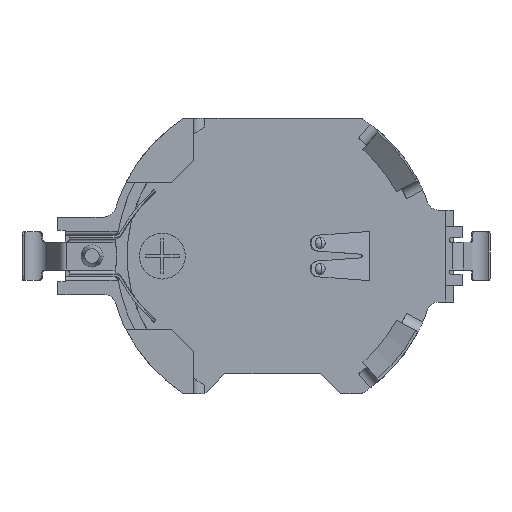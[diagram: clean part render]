
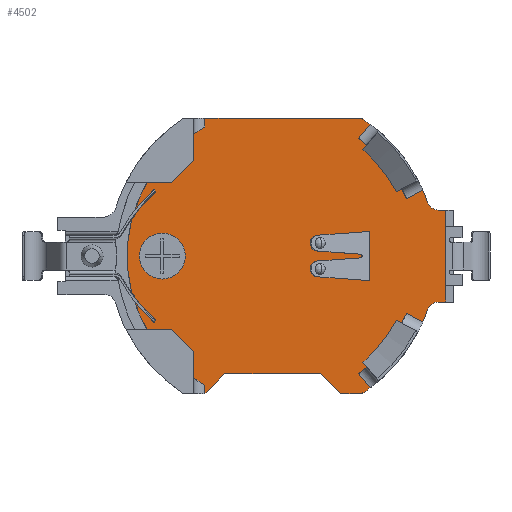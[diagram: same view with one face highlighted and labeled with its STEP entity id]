
A CAD part, top view. The second image highlights one B-rep face of the part: STEP entity #4502.
In plain terms, the highlighted planar face has unit normal (0, 0, 1).
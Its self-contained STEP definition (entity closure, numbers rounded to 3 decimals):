
#306=CARTESIAN_POINT('',(-7.62,0.,1.397));
#307=DIRECTION('',(0.,0.,1.));
#308=DIRECTION('',(1.,0.,0.));
#309=AXIS2_PLACEMENT_3D('',#306,#307,#308);
#311=CARTESIAN_POINT('',(-7.62,0.,1.397));
#312=DIRECTION('',(0.,0.,1.));
#313=DIRECTION('',(-1.,0.,0.));
#314=AXIS2_PLACEMENT_3D('',#311,#312,#313);
#316=DIRECTION('',(0.647,-0.762,0.));
#317=VECTOR('',#316,1.273);
#318=CARTESIAN_POINT('',(5.91,-8.139,1.397));
#319=LINE('',#318,#317);
#320=CARTESIAN_POINT('',(0.,0.,1.397));
#321=DIRECTION('',(0.,0.,1.));
#322=DIRECTION('',(0.541,-0.841,0.));
#323=AXIS2_PLACEMENT_3D('',#320,#321,#322);
#325=DIRECTION('',(1.,0.,0.));
#326=VECTOR('',#325,1.433);
#327=CARTESIAN_POINT('',(4.699,-9.525,1.397));
#328=LINE('',#327,#326);
#329=DIRECTION('',(0.707,-0.707,0.));
#330=VECTOR('',#329,1.976);
#331=CARTESIAN_POINT('',(3.302,-8.128,1.397));
#332=LINE('',#331,#330);
#333=DIRECTION('',(1.,0.,0.));
#334=VECTOR('',#333,6.604);
#335=CARTESIAN_POINT('',(-3.302,-8.128,1.397));
#336=LINE('',#335,#334);
#337=DIRECTION('',(0.707,0.707,0.));
#338=VECTOR('',#337,1.94);
#339=CARTESIAN_POINT('',(-4.674,-9.5,1.397));
#340=LINE('',#339,#338);
#341=DIRECTION('',(0.,1.,0.));
#342=VECTOR('',#341,0.593);
#343=CARTESIAN_POINT('',(-4.674,-9.5,1.397));
#344=LINE('',#343,#342);
#345=DIRECTION('',(0.,1.,0.));
#346=VECTOR('',#345,0.618);
#347=CARTESIAN_POINT('',(-4.674,8.907,1.397));
#348=LINE('',#347,#346);
#349=DIRECTION('',(-1.,0.,0.));
#350=VECTOR('',#349,10.806);
#351=CARTESIAN_POINT('',(6.132,9.525,1.397));
#352=LINE('',#351,#350);
#353=CARTESIAN_POINT('',(0.,0.,1.397));
#354=DIRECTION('',(0.,0.,1.));
#355=DIRECTION('',(0.594,0.804,0.));
#356=AXIS2_PLACEMENT_3D('',#353,#354,#355);
#358=DIRECTION('',(-0.647,-0.762,0.));
#359=VECTOR('',#358,1.273);
#360=CARTESIAN_POINT('',(6.734,9.11,1.397));
#361=LINE('',#360,#359);
#362=DIRECTION('',(0.887,0.462,0.));
#363=VECTOR('',#362,1.273);
#364=CARTESIAN_POINT('',(9.248,3.955,1.397));
#365=LINE('',#364,#363);
#366=CARTESIAN_POINT('',(0.,0.,1.397));
#367=DIRECTION('',(0.,0.,1.));
#368=DIRECTION('',(0.945,0.326,0.));
#369=AXIS2_PLACEMENT_3D('',#366,#367,#368);
#371=CARTESIAN_POINT('',(11.431,3.937,1.397));
#372=DIRECTION('',(0.,0.,-1.));
#373=DIRECTION('',(0.,-1.,0.));
#374=AXIS2_PLACEMENT_3D('',#371,#372,#373);
#376=DIRECTION('',(-1.,0.,0.));
#377=VECTOR('',#376,0.532);
#378=CARTESIAN_POINT('',(11.963,3.175,1.397));
#379=LINE('',#378,#377);
#380=DIRECTION('',(1.,0.,0.));
#381=VECTOR('',#380,0.532);
#382=CARTESIAN_POINT('',(11.431,-3.175,1.397));
#383=LINE('',#382,#381);
#384=CARTESIAN_POINT('',(11.431,-3.937,1.397));
#385=DIRECTION('',(0.,0.,-1.));
#386=DIRECTION('',(-0.945,0.326,0.));
#387=AXIS2_PLACEMENT_3D('',#384,#385,#386);
#389=CARTESIAN_POINT('',(0.,0.,1.397));
#390=DIRECTION('',(0.,0.,1.));
#391=DIRECTION('',(0.916,-0.401,0.));
#392=AXIS2_PLACEMENT_3D('',#389,#390,#391);
#394=DIRECTION('',(-0.887,0.462,0.));
#395=VECTOR('',#394,1.273);
#396=CARTESIAN_POINT('',(10.378,-4.543,1.397));
#397=LINE('',#396,#395);
#398=DIRECTION('',(0.,-1.,0.));
#399=VECTOR('',#398,3.395);
#400=CARTESIAN_POINT('',(6.701,1.698,1.397));
#401=LINE('',#400,#399);
#402=DIRECTION('',(0.997,0.073,0.));
#403=VECTOR('',#402,0.375);
#404=CARTESIAN_POINT('',(6.327,1.67,1.397));
#405=LINE('',#404,#403);
#406=DIRECTION('',(0.,-1.,0.));
#407=VECTOR('',#406,3.341);
#408=CARTESIAN_POINT('',(6.327,1.67,1.397));
#409=LINE('',#408,#407);
#410=DIRECTION('',(-0.997,0.073,0.));
#411=VECTOR('',#410,0.375);
#412=CARTESIAN_POINT('',(6.701,-1.698,1.397));
#413=LINE('',#412,#411);
#624=CARTESIAN_POINT('',(0.,0.,1.397));
#625=DIRECTION('',(0.,0.,1.));
#626=DIRECTION('',(0.588,-0.809,0.));
#627=AXIS2_PLACEMENT_3D('',#624,#625,#626);
#1781=CARTESIAN_POINT('',(0.,0.,1.397));
#1782=DIRECTION('',(0.,0.,1.));
#1783=DIRECTION('',(-0.465,0.885,0.));
#1784=AXIS2_PLACEMENT_3D('',#1781,#1782,#1783);
#2683=DIRECTION('',(0.,1.,0.));
#2684=VECTOR('',#2683,6.35);
#2685=CARTESIAN_POINT('',(11.963,-3.175,1.397));
#2686=LINE('',#2685,#2684);
#2795=CARTESIAN_POINT('',(0.,0.,1.397));
#2796=DIRECTION('',(0.,0.,1.));
#2797=DIRECTION('',(0.919,0.393,0.));
#2798=AXIS2_PLACEMENT_3D('',#2795,#2796,#2797);
#3621=CARTESIAN_POINT('',(4.699,-9.525,1.397));
#3622=CARTESIAN_POINT('',(6.132,-9.525,1.397));
#3623=VERTEX_POINT('',#3621);
#3624=VERTEX_POINT('',#3622);
#3663=CARTESIAN_POINT('',(10.711,-3.689,1.397));
#3664=CARTESIAN_POINT('',(11.431,-3.175,1.397));
#3665=VERTEX_POINT('',#3663);
#3666=VERTEX_POINT('',#3664);
#3667=CARTESIAN_POINT('',(11.431,3.175,1.397));
#3668=CARTESIAN_POINT('',(10.711,3.689,1.397));
#3669=VERTEX_POINT('',#3667);
#3670=VERTEX_POINT('',#3668);
#3671=CARTESIAN_POINT('',(6.132,9.525,1.397));
#3672=VERTEX_POINT('',#3671);
#3841=CARTESIAN_POINT('',(-6.033,0.,1.397));
#3842=VERTEX_POINT('',#3841);
#3843=CARTESIAN_POINT('',(-9.208,0.,1.397));
#3844=VERTEX_POINT('',#3843);
#3937=CARTESIAN_POINT('',(6.701,-1.698,1.397));
#3938=CARTESIAN_POINT('',(6.327,-1.67,1.397));
#3939=VERTEX_POINT('',#3937);
#3940=VERTEX_POINT('',#3938);
#3941=CARTESIAN_POINT('',(6.327,1.67,1.397));
#3942=CARTESIAN_POINT('',(6.701,1.698,1.397));
#3943=VERTEX_POINT('',#3941);
#3944=VERTEX_POINT('',#3942);
#4001=CARTESIAN_POINT('',(11.963,-3.175,1.397));
#4002=VERTEX_POINT('',#4001);
#4007=CARTESIAN_POINT('',(11.963,3.175,1.397));
#4008=VERTEX_POINT('',#4007);
#4045=CARTESIAN_POINT('',(5.91,-8.139,1.397));
#4046=CARTESIAN_POINT('',(6.734,-9.11,1.397));
#4047=VERTEX_POINT('',#4045);
#4048=VERTEX_POINT('',#4046);
#4053=CARTESIAN_POINT('',(10.378,-4.543,1.397));
#4054=CARTESIAN_POINT('',(9.248,-3.955,1.397));
#4055=VERTEX_POINT('',#4053);
#4056=VERTEX_POINT('',#4054);
#4061=CARTESIAN_POINT('',(9.248,3.955,1.397));
#4062=CARTESIAN_POINT('',(10.378,4.543,1.397));
#4063=VERTEX_POINT('',#4061);
#4064=VERTEX_POINT('',#4062);
#4069=CARTESIAN_POINT('',(6.734,9.11,1.397));
#4070=CARTESIAN_POINT('',(5.91,8.139,1.397));
#4071=VERTEX_POINT('',#4069);
#4072=VERTEX_POINT('',#4070);
#4077=CARTESIAN_POINT('',(-4.674,-9.5,1.397));
#4078=CARTESIAN_POINT('',(-4.674,-8.907,1.397));
#4079=VERTEX_POINT('',#4077);
#4080=VERTEX_POINT('',#4078);
#4085=CARTESIAN_POINT('',(-4.674,8.907,1.397));
#4086=CARTESIAN_POINT('',(-4.674,9.525,1.397));
#4087=VERTEX_POINT('',#4085);
#4088=VERTEX_POINT('',#4086);
#4319=CARTESIAN_POINT('',(-3.302,-8.128,1.397));
#4320=CARTESIAN_POINT('',(3.302,-8.128,1.397));
#4321=VERTEX_POINT('',#4319);
#4322=VERTEX_POINT('',#4320);
#4434=CARTESIAN_POINT('',(0.,0.,1.397));
#4435=DIRECTION('',(0.,0.,1.));
#4436=DIRECTION('',(1.,0.,0.));
#4437=AXIS2_PLACEMENT_3D('',#4434,#4435,#4436);
#4438=PLANE('',#4437);
#4440=ORIENTED_EDGE('',*,*,#4439,.T.);
#4442=ORIENTED_EDGE('',*,*,#4441,.F.);
#4444=ORIENTED_EDGE('',*,*,#4443,.F.);
#4446=ORIENTED_EDGE('',*,*,#4445,.F.);
#4448=ORIENTED_EDGE('',*,*,#4447,.F.);
#4450=ORIENTED_EDGE('',*,*,#4449,.F.);
#4452=ORIENTED_EDGE('',*,*,#4451,.T.);
#4454=ORIENTED_EDGE('',*,*,#4453,.F.);
#4456=ORIENTED_EDGE('',*,*,#4455,.T.);
#4457=ORIENTED_EDGE('',*,*,#4418,.F.);
#4459=ORIENTED_EDGE('',*,*,#4458,.F.);
#4461=ORIENTED_EDGE('',*,*,#4460,.T.);
#4463=ORIENTED_EDGE('',*,*,#4462,.F.);
#4465=ORIENTED_EDGE('',*,*,#4464,.T.);
#4467=ORIENTED_EDGE('',*,*,#4466,.F.);
#4469=ORIENTED_EDGE('',*,*,#4468,.F.);
#4471=ORIENTED_EDGE('',*,*,#4470,.F.);
#4473=ORIENTED_EDGE('',*,*,#4472,.F.);
#4475=ORIENTED_EDGE('',*,*,#4474,.F.);
#4477=ORIENTED_EDGE('',*,*,#4476,.F.);
#4479=ORIENTED_EDGE('',*,*,#4478,.F.);
#4481=ORIENTED_EDGE('',*,*,#4480,.T.);
#4483=ORIENTED_EDGE('',*,*,#4482,.F.);
#4484=EDGE_LOOP('',(#4440,#4442,#4444,#4446,#4448,#4450,#4452,#4454,#4456,#4457,
#4459,#4461,#4463,#4465,#4467,#4469,#4471,#4473,#4475,#4477,#4479,#4481,#4483));
#4485=FACE_OUTER_BOUND('',#4484,.F.);
#4487=ORIENTED_EDGE('',*,*,#4486,.T.);
#4489=ORIENTED_EDGE('',*,*,#4488,.T.);
#4490=EDGE_LOOP('',(#4487,#4489));
#4491=FACE_BOUND('',#4490,.F.);
#4493=ORIENTED_EDGE('',*,*,#4492,.F.);
#4495=ORIENTED_EDGE('',*,*,#4494,.F.);
#4497=ORIENTED_EDGE('',*,*,#4496,.T.);
#4499=ORIENTED_EDGE('',*,*,#4498,.F.);
#4500=EDGE_LOOP('',(#4493,#4495,#4497,#4499));
#4501=FACE_BOUND('',#4500,.F.);
#310=CIRCLE('',#309,1.588);
#315=CIRCLE('',#314,1.588);
#324=CIRCLE('',#323,11.328);
#357=CIRCLE('',#356,11.328);
#370=CIRCLE('',#369,11.328);
#375=CIRCLE('',#374,0.762);
#388=CIRCLE('',#387,0.762);
#393=CIRCLE('',#392,11.328);
#628=CIRCLE('',#627,10.058);
#1785=CIRCLE('',#1784,10.058);
#2799=CIRCLE('',#2798,10.058);
#4418=EDGE_CURVE('',#3672,#4088,#352,.T.);
#4439=EDGE_CURVE('',#4047,#4048,#319,.T.);
#4441=EDGE_CURVE('',#3624,#4048,#324,.T.);
#4443=EDGE_CURVE('',#3623,#3624,#328,.T.);
#4445=EDGE_CURVE('',#4322,#3623,#332,.T.);
#4447=EDGE_CURVE('',#4321,#4322,#336,.T.);
#4449=EDGE_CURVE('',#4079,#4321,#340,.T.);
#4451=EDGE_CURVE('',#4079,#4080,#344,.T.);
#4453=EDGE_CURVE('',#4087,#4080,#1785,.T.);
#4455=EDGE_CURVE('',#4087,#4088,#348,.T.);
#4458=EDGE_CURVE('',#4071,#3672,#357,.T.);
#4460=EDGE_CURVE('',#4071,#4072,#361,.T.);
#4462=EDGE_CURVE('',#4063,#4072,#2799,.T.);
#4464=EDGE_CURVE('',#4063,#4064,#365,.T.);
#4466=EDGE_CURVE('',#3670,#4064,#370,.T.);
#4468=EDGE_CURVE('',#3669,#3670,#375,.T.);
#4470=EDGE_CURVE('',#4008,#3669,#379,.T.);
#4472=EDGE_CURVE('',#4002,#4008,#2686,.T.);
#4474=EDGE_CURVE('',#3666,#4002,#383,.T.);
#4476=EDGE_CURVE('',#3665,#3666,#388,.T.);
#4478=EDGE_CURVE('',#4055,#3665,#393,.T.);
#4480=EDGE_CURVE('',#4055,#4056,#397,.T.);
#4482=EDGE_CURVE('',#4047,#4056,#628,.T.);
#4486=EDGE_CURVE('',#3842,#3844,#310,.T.);
#4488=EDGE_CURVE('',#3844,#3842,#315,.T.);
#4492=EDGE_CURVE('',#3944,#3939,#401,.T.);
#4494=EDGE_CURVE('',#3943,#3944,#405,.T.);
#4496=EDGE_CURVE('',#3943,#3940,#409,.T.);
#4498=EDGE_CURVE('',#3939,#3940,#413,.T.);
#4502=ADVANCED_FACE('',(#4485,#4491,#4501),#4438,.T.);
